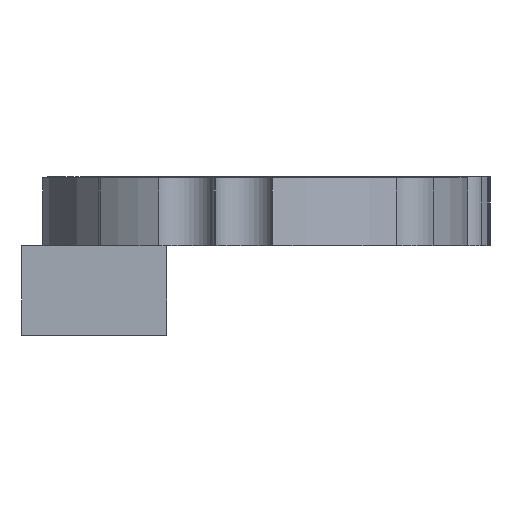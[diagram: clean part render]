
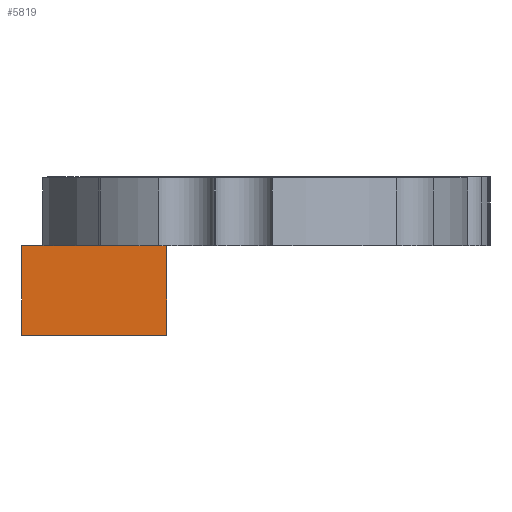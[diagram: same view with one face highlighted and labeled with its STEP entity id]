
A CAD part, left-side view. The second image highlights one B-rep face of the part: STEP entity #5819.
In plain terms, the highlighted planar face has unit normal (-1, 0, 0).
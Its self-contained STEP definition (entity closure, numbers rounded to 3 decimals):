
#87=PLANE('',#6214);
#158=FACE_OUTER_BOUND('',#457,.T.);
#457=EDGE_LOOP('',(#3809,#3810,#3811,#3812,#3813));
#864=LINE('',#9485,#1214);
#881=LINE('',#9518,#1231);
#882=LINE('',#9521,#1232);
#883=LINE('',#9522,#1233);
#884=LINE('',#9523,#1234);
#1214=VECTOR('',#7311,10.);
#1231=VECTOR('',#7332,10.);
#1232=VECTOR('',#7335,10.);
#1233=VECTOR('',#7336,10.);
#1234=VECTOR('',#7337,10.);
#2236=VERTEX_POINT('',#9481);
#2238=VERTEX_POINT('',#9484);
#2251=VERTEX_POINT('',#9514);
#2252=VERTEX_POINT('',#9516);
#2253=VERTEX_POINT('',#9520);
#2848=EDGE_CURVE('',#2236,#2238,#864,.T.);
#2865=EDGE_CURVE('',#2251,#2252,#881,.T.);
#2866=EDGE_CURVE('',#2251,#2253,#882,.T.);
#2867=EDGE_CURVE('',#2238,#2252,#883,.T.);
#2868=EDGE_CURVE('',#2253,#2236,#884,.T.);
#3809=ORIENTED_EDGE('',*,*,#2866,.F.);
#3810=ORIENTED_EDGE('',*,*,#2865,.T.);
#3811=ORIENTED_EDGE('',*,*,#2867,.F.);
#3812=ORIENTED_EDGE('',*,*,#2848,.F.);
#3813=ORIENTED_EDGE('',*,*,#2868,.F.);
#5819=ADVANCED_FACE('',(#158),#87,.T.);
#6214=AXIS2_PLACEMENT_3D('',#9519,#7333,#7334);
#7311=DIRECTION('',(0.,0.,-1.));
#7332=DIRECTION('',(0.,0.,-1.));
#7333=DIRECTION('center_axis',(-1.,0.,0.));
#7334=DIRECTION('ref_axis',(0.,1.,0.));
#7335=DIRECTION('',(0.,-1.,0.));
#7336=DIRECTION('',(0.,1.,0.));
#7337=DIRECTION('',(0.,-1.,0.));
#9481=CARTESIAN_POINT('',(12.88,-15.776,0.));
#9484=CARTESIAN_POINT('',(12.88,-15.776,-3.));
#9485=CARTESIAN_POINT('',(12.88,-15.776,0.));
#9514=CARTESIAN_POINT('',(12.88,-10.938,0.));
#9516=CARTESIAN_POINT('',(12.88,-10.938,-3.));
#9518=CARTESIAN_POINT('',(12.88,-10.938,0.));
#9519=CARTESIAN_POINT('Origin',(12.88,-15.776,0.));
#9520=CARTESIAN_POINT('',(12.88,-12.173,0.));
#9521=CARTESIAN_POINT('',(12.88,-10.938,0.));
#9522=CARTESIAN_POINT('',(12.88,-10.938,-3.));
#9523=CARTESIAN_POINT('',(12.88,-17.25,0.));
